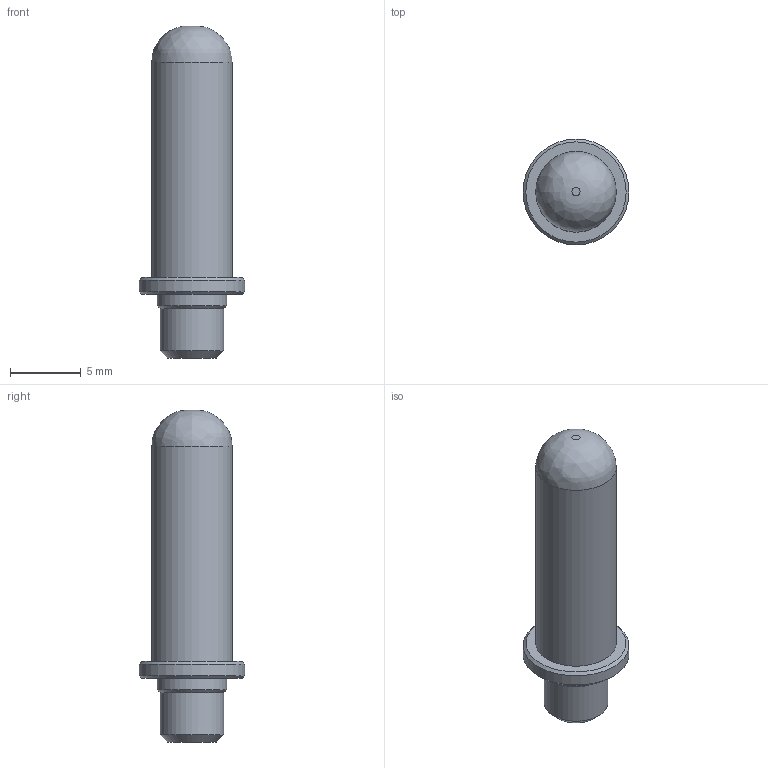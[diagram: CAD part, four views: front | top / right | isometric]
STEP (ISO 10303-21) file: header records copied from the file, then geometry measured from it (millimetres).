
FILE_DESCRIPTION(/* description */ ('','CAx-IF Rec.Pracs.---Representation and Presentation of Product Manufacturing Information (PMI)---4.0---2014-10-13'),/* implementation_level */ '2;1');
FILE_NAME(/* name */ 'C10-737585-178.stp',/* time_stamp */ '2025-09-12T15:41:34+10:00',/* author */ ('User'),/* organization */ (''),/* preprocessor_version */ 'ST-DEVELOPER v19.2',/* originating_system */ 'Autodesk Inventor 2024',/* authorisation */ '');
FILE_SCHEMA (('AP242_MANAGED_MODEL_BASED_3D_ENGINEERING_MIM_LF { 1 0 10303 442 1 1 4 }'));
Length unit declared in the file: millimetre
Products named in the file (1): C10-737585-178
Bounding box: 7.5 x 7.5 x 23.5 mm (x, y, z)
Volume: 559 mm3; surface area: 465.7 mm2
Topology: 1 solids, 1 shells, 13 faces, 26 edges, 17 vertices
Faces by surface type: cone 4, plane 4, cylinder 4, bspline 1
Full cylindrical faces by diameter (mm): 4.5 x1, 4.9 x1, 5.7 x1, 7.5 x1
Entity records: 795 total; most frequent: DIRECTION 108, CARTESIAN_POINT 106, COORDINATES_LIST 73, TESSELLATED_CURVE_SET 55, ORIENTED_EDGE 52, AXIS2_PLACEMENT_3D 50, EDGE_CURVE 26, COMPLEX_TRIANGULATED_SURFACE_SET 18
